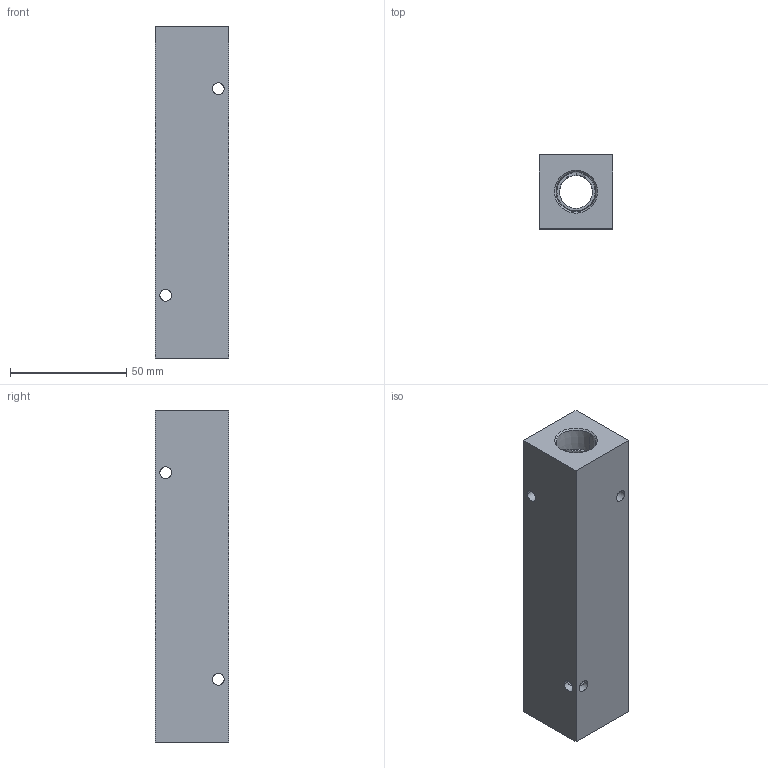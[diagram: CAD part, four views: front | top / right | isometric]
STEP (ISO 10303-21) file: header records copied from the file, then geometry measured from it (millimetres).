
FILE_DESCRIPTION (( 'STEP AP203' ), '1' );
FILE_NAME ('MRS-6DC.step', '2015-12-02T21:11:50', ( '' ), ( '' ), 'SwSTEP 2.0', 'SolidWorks 2015', '' );
FILE_SCHEMA (( 'CONFIG_CONTROL_DESIGN' ));
Length unit declared in the file: inch
Products named in the file (1): MRS-6DC
Bounding box: 31.75 x 31.75 x 142.88 mm (x, y, z)
Volume: 109344.5 mm3; surface area: 28896.4 mm2
Topology: 1 solids, 1 shells, 82 faces, 230 edges, 144 vertices
Faces by surface type: cone 32, cylinder 30, plane 20
Entity records: 3285 total; most frequent: CARTESIAN_POINT 1113, ORIENTED_EDGE 460, DIRECTION 420, EDGE_CURVE 230, AXIS2_PLACEMENT_3D 167, VERTEX_POINT 144, EDGE_LOOP 102, LINE 86
